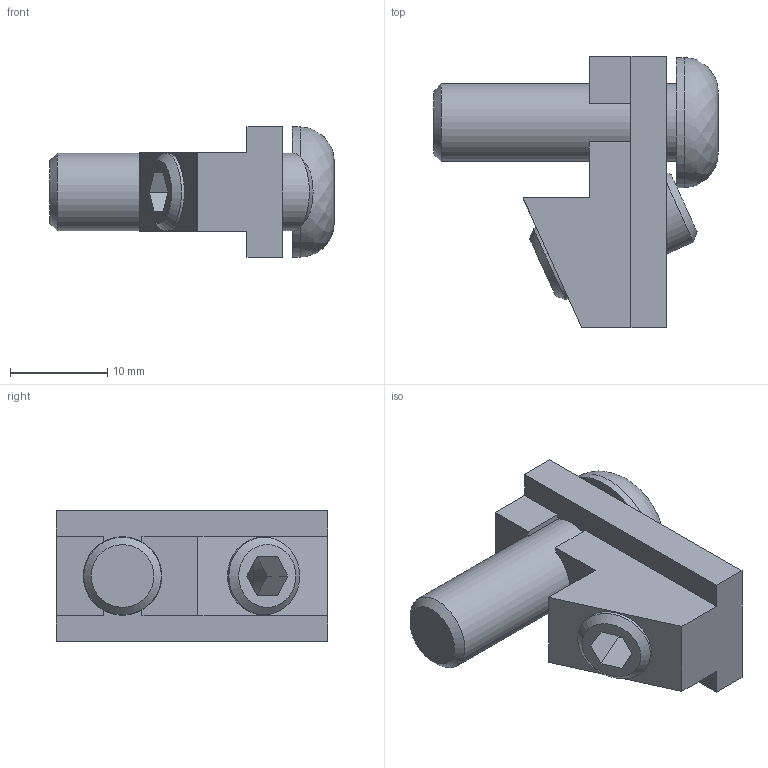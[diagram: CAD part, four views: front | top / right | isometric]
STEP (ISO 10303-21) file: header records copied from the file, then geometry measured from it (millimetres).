
FILE_DESCRIPTION(/* description */ (''),/* implementation_level */ '2;1');
FILE_NAME(/* name */ '41-002-0.stp',/* time_stamp */ '2025-02-27T16:23:55-05:00',/* author */ ('jmurphy'),/* organization */ (''),/* preprocessor_version */ 'ST-DEVELOPER v18.1',/* originating_system */ 'AutoCAD Mechanical',/* authorisation */ '');
FILE_SCHEMA (('AUTOMOTIVE_DESIGN { 1 0 10303 214 3 1 1 }'));
Length unit declared in the file: millimetre
Products named in the file (1): Product
Bounding box: 29.3 x 28 x 13.5 mm (x, y, z)
Volume: 4119 mm3; surface area: 3435.9 mm2
Topology: 3 solids, 3 shells, 47 faces, 120 edges, 81 vertices
Faces by surface type: plane 37, cylinder 5, cone 4, bspline 1
Full cylindrical faces by diameter (mm): 8 x3, 8.1 x1, 13.4 x1
Entity records: 1459 total; most frequent: CARTESIAN_POINT 286, ORIENTED_EDGE 236, DIRECTION 230, EDGE_CURVE 118, LINE 90, VECTOR 90, VERTEX_POINT 79, AXIS2_PLACEMENT_3D 70
